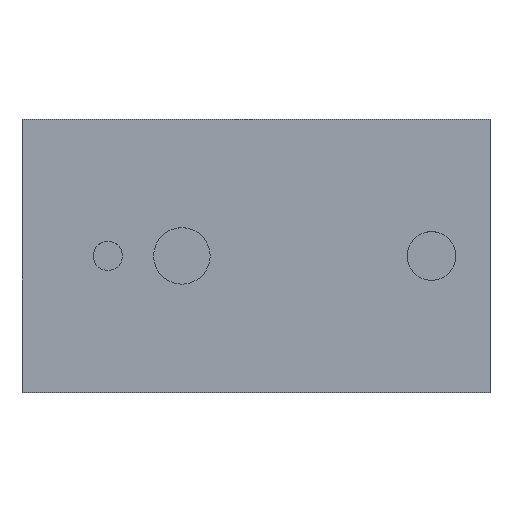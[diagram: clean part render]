
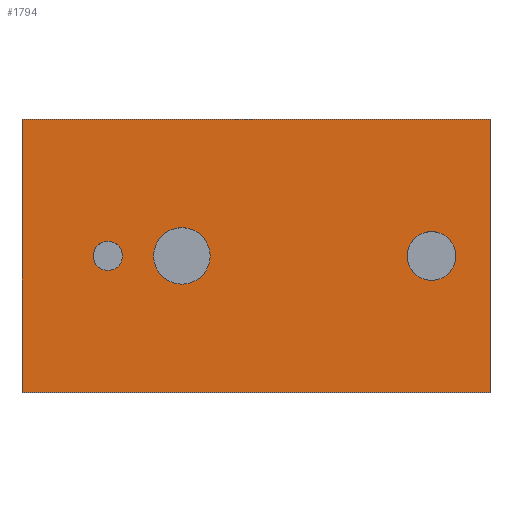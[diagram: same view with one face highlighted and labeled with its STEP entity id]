
A CAD part, top view. The second image highlights one B-rep face of the part: STEP entity #1794.
In plain terms, the highlighted planar face has unit normal (0, 0, 1).
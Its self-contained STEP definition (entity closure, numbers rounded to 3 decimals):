
#24=CIRCLE('',#1876,0.29);
#25=CIRCLE('',#1877,0.25);
#26=CIRCLE('',#1878,0.15);
#46=ORIENTED_EDGE('',*,*,#384,.T.);
#47=ORIENTED_EDGE('',*,*,#385,.T.);
#48=ORIENTED_EDGE('',*,*,#386,.T.);
#49=ORIENTED_EDGE('',*,*,#375,.T.);
#50=ORIENTED_EDGE('',*,*,#378,.T.);
#51=ORIENTED_EDGE('',*,*,#381,.T.);
#52=ORIENTED_EDGE('',*,*,#383,.T.);
#375=EDGE_CURVE('',#543,#546,#662,.T.);
#378=EDGE_CURVE('',#546,#548,#665,.T.);
#381=EDGE_CURVE('',#548,#550,#668,.T.);
#383=EDGE_CURVE('',#550,#543,#670,.T.);
#384=EDGE_CURVE('',#551,#551,#24,.T.);
#385=EDGE_CURVE('',#552,#552,#25,.T.);
#386=EDGE_CURVE('',#553,#553,#26,.T.);
#543=VERTEX_POINT('',#2287);
#546=VERTEX_POINT('',#2292);
#548=VERTEX_POINT('',#2298);
#550=VERTEX_POINT('',#2304);
#551=VERTEX_POINT('',#2311);
#552=VERTEX_POINT('',#2313);
#553=VERTEX_POINT('',#2315);
#662=LINE('',#2293,#827);
#665=LINE('',#2299,#830);
#668=LINE('',#2305,#833);
#670=LINE('',#2308,#835);
#827=VECTOR('',#1960,1000.);
#830=VECTOR('',#1965,1000.);
#833=VECTOR('',#1970,1000.);
#835=VECTOR('',#1974,1000.);
#993=EDGE_LOOP('',(#46));
#994=EDGE_LOOP('',(#47));
#995=EDGE_LOOP('',(#48));
#996=EDGE_LOOP('',(#49,#50,#51,#52));
#1088=FACE_BOUND('',#993,.T.);
#1089=FACE_BOUND('',#994,.T.);
#1090=FACE_BOUND('',#995,.T.);
#1091=FACE_BOUND('',#996,.T.);
#1183=PLANE('',#1875);
#1794=ADVANCED_FACE('',(#1088,#1089,#1090,#1091),#1183,.T.);
#1875=AXIS2_PLACEMENT_3D('',#2309,#1975,#1976);
#1876=AXIS2_PLACEMENT_3D('',#2310,#1977,#1978);
#1877=AXIS2_PLACEMENT_3D('',#2312,#1979,#1980);
#1878=AXIS2_PLACEMENT_3D('',#2314,#1981,#1982);
#1960=DIRECTION('',(1.,0.,0.));
#1965=DIRECTION('',(0.,1.,0.));
#1970=DIRECTION('',(-1.,0.,0.));
#1974=DIRECTION('',(0.,-1.,0.));
#1975=DIRECTION('',(0.,0.,1.));
#1976=DIRECTION('',(1.,0.,0.));
#1977=DIRECTION('',(0.,0.,-1.));
#1978=DIRECTION('',(1.,0.,0.));
#1979=DIRECTION('',(0.,0.,-1.));
#1980=DIRECTION('',(1.,0.,0.));
#1981=DIRECTION('',(0.,0.,-1.));
#1982=DIRECTION('',(1.,0.,0.));
#2287=CARTESIAN_POINT('',(-2.4,-1.4,1.));
#2292=CARTESIAN_POINT('',(2.4,-1.4,1.));
#2293=CARTESIAN_POINT('',(-2.4,-1.4,1.));
#2298=CARTESIAN_POINT('',(2.4,1.4,1.));
#2299=CARTESIAN_POINT('',(2.4,-1.4,1.));
#2304=CARTESIAN_POINT('',(-2.4,1.4,1.));
#2305=CARTESIAN_POINT('',(2.4,1.4,1.));
#2308=CARTESIAN_POINT('',(-2.4,1.4,1.));
#2309=CARTESIAN_POINT('',(0.,0.,1.));
#2310=CARTESIAN_POINT('',(-0.76,0.,1.));
#2311=CARTESIAN_POINT('',(-0.47,0.,1.));
#2312=CARTESIAN_POINT('',(1.8,0.,1.));
#2313=CARTESIAN_POINT('',(2.05,0.,1.));
#2314=CARTESIAN_POINT('',(-1.52,0.,1.));
#2315=CARTESIAN_POINT('',(-1.37,0.,1.));
